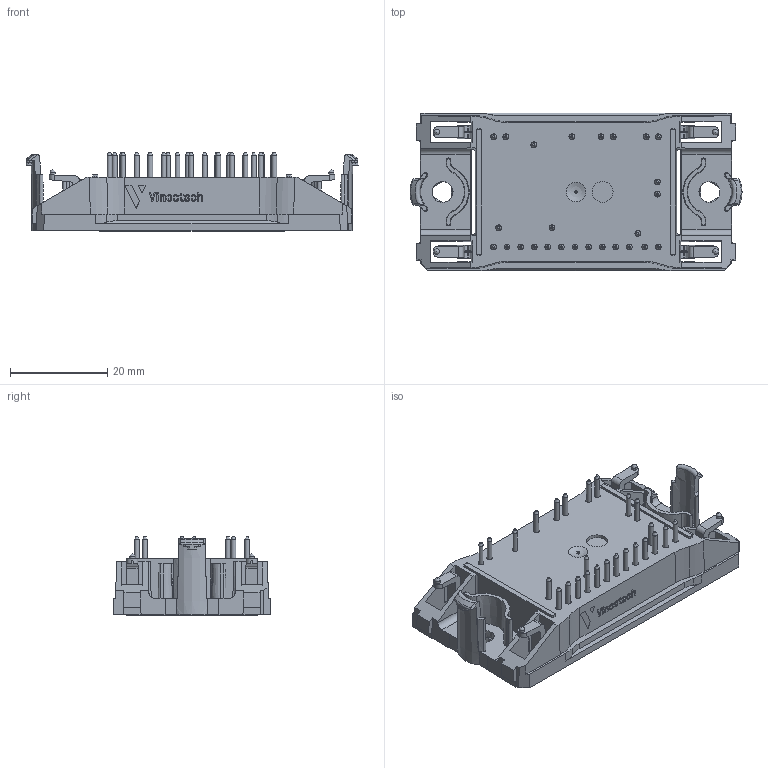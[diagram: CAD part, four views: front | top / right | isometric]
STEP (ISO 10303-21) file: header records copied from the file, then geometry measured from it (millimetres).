
FILE_DESCRIPTION(/* description */ ('Unknown','CAx-IF Rec.Pracs.---Representation and Presentation of Product Manufacturing Information (PMI)---4.0---2014-10-13','CAx-IF Rec.Pracs.---3D Tessellated Geometry---0.4---2014-09-14','2;1'),/* implementation_level */ '2;1');
FILE_NAME(/* name */ 'Flow0-2C12W-PN00(260)-01-OL',/* time_stamp */ '2024-08-22T14:01:45+02:00',/* author */ ('Unknown'),/* organization */ ('Unknown'),/* preprocessor_version */ 'ST-DEVELOPER v18.104',/* originating_system */ 'Solid Edge',/* authorisation */ 'Unknown');
FILE_SCHEMA (('AP242_MANAGED_MODEL_BASED_3D_ENGINEERING_MIM_LF { 1 0 10303 442 1 1 4 }'));
Length unit declared in the file: millimetre
Products named in the file (1): Flow0-2C12W-PN00-OL
Bounding box: 68.4 x 32.5 x 16.23 mm (x, y, z)
Volume: 16688.4 mm3; surface area: 9388.9 mm2
Topology: 12 solids, 12 shells, 737 faces, 1914 edges, 1253 vertices
Faces by surface type: plane 430, cylinder 158, bspline 80, cone 60, sphere 5, torus 4
Full cylindrical faces by diameter (mm): 0.5 x1, 1 x26, 1.1 x4, 1.2 x26, 4.3 x1
Entity records: 27821 total; most frequent: CARTESIAN_POINT 5582, ORIENTED_EDGE 3574, DIRECTION 3380, EDGE_CURVE 1787, VERTEX_POINT 1219, LINE 1130, VECTOR 1130, AXIS2_PLACEMENT_3D 1125
